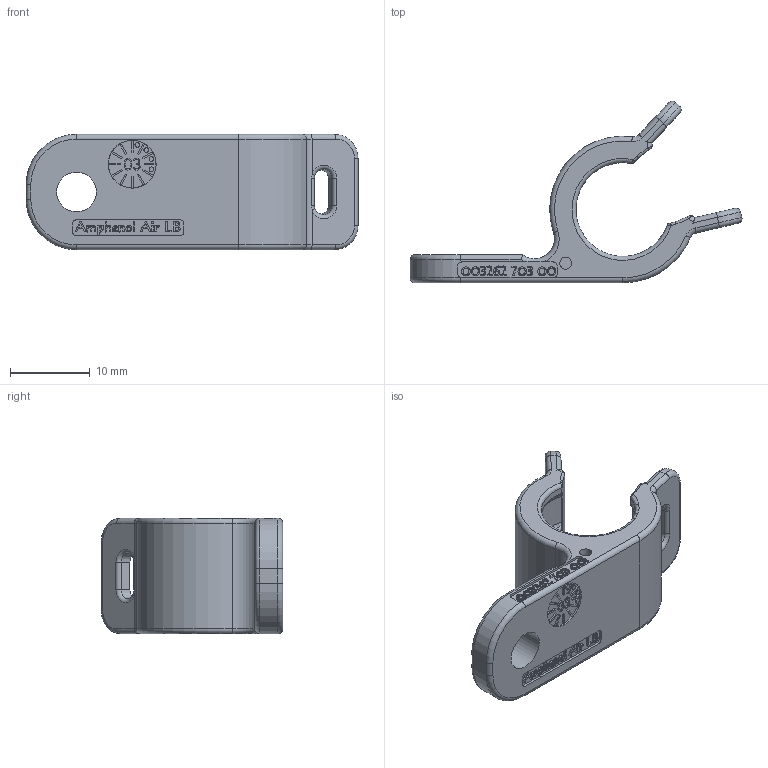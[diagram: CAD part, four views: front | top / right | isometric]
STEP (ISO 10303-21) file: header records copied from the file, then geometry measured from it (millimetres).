
FILE_DESCRIPTION((''),'2;1');
FILE_NAME('00326270300','2020-09-22T',('presta_be4'),(''),'CREO PARAMETRIC BY PTC INC, 2018360','CREO PARAMETRIC BY PTC INC, 2018360','');
FILE_SCHEMA(('CONFIG_CONTROL_DESIGN'));
Length unit declared in the file: millimetre
Products named in the file (1): 00326270300
Bounding box: 41.72 x 22.81 x 14.5 mm (x, y, z)
Volume: 2834.2 mm3; surface area: 2562.4 mm2
Topology: 1 solids, 1 shells, 903 faces, 2466 edges, 1612 vertices
Faces by surface type: extrusion 423, plane 326, cylinder 86, torus 36, bspline 28, cone 4
Entity records: 31891 total; most frequent: CARTESIAN_POINT 10739, ORIENTED_EDGE 4932, DIRECTION 3099, EDGE_CURVE 2466, VECTOR 1737, VERTEX_POINT 1612, B_SPLINE_CURVE_WITH_KNOTS 1346, LINE 1314
